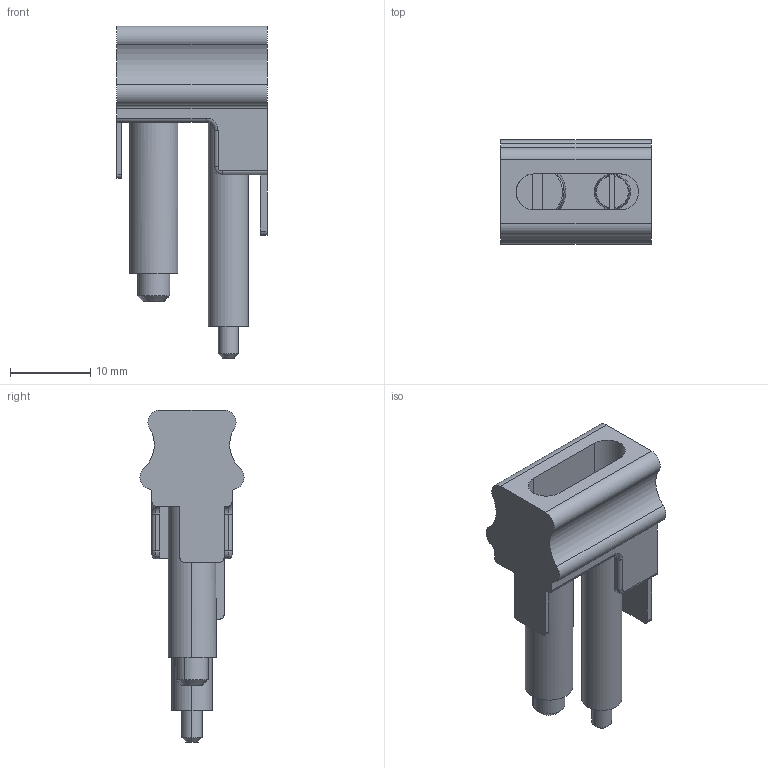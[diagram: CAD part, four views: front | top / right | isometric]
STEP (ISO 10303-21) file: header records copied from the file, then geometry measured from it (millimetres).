
FILE_DESCRIPTION(('CATIA V5 STEP Exchange','CAx-IF Rec.Pracs.--- Model Styling and Organization---1.4--- 2014-01-23'),'2;1');
FILE_NAME ('005282-4_1', '2021-12-06T13:10:32+00:00', ('none'), ('Weidmueller'), 'CATIA Version 5-6 Release 2016 SP3 HF44', 'CATIA V5 STEP AP214', 'none');
FILE_SCHEMA(('AUTOMOTIVE_DESIGN { 1 0 10303 214 1 1 1 1 }'));
Length unit declared in the file: millimetre
Products named in the file (1): 1063900000_16598_WQV_16-2.5_STP
Bounding box: 18.75 x 13 x 41.45 mm (x, y, z)
Volume: 3156.6 mm3; surface area: 2765.2 mm2
Topology: 1 solids, 1 shells, 88 faces, 228 edges, 147 vertices
Faces by surface type: plane 38, cylinder 32, torus 10, cone 8
Entity records: 2752 total; most frequent: CARTESIAN_POINT 600, ORIENTED_EDGE 456, DIRECTION 366, EDGE_CURVE 228, AXIS2_PLACEMENT_3D 170, VERTEX_POINT 147, VECTOR 119, LINE 119
